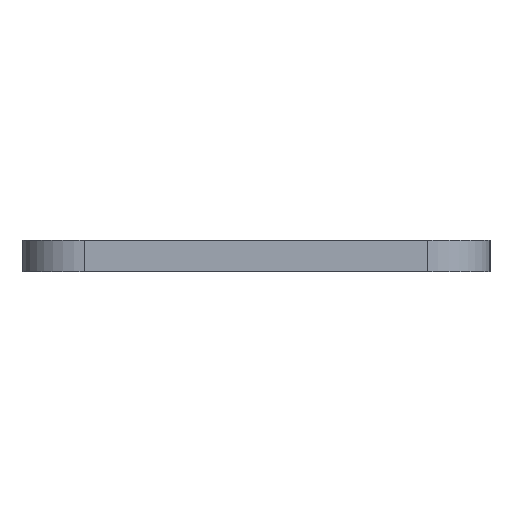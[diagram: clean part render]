
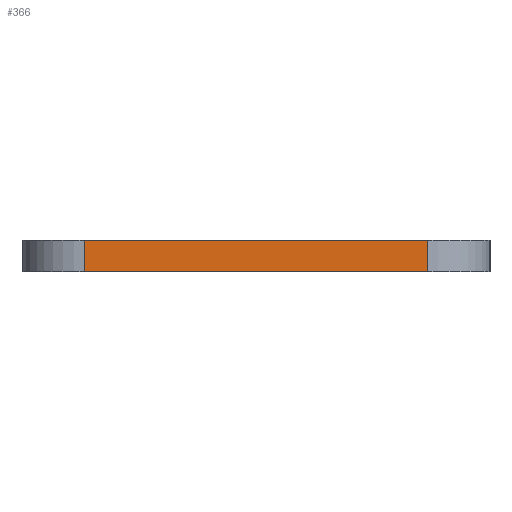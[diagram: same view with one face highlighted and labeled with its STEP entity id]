
A CAD part, left-side view. The second image highlights one B-rep face of the part: STEP entity #366.
In plain terms, the highlighted planar face has unit normal (-1, 0, 0).
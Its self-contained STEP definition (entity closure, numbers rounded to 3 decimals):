
#15 = VERTEX_POINT ( 'NONE', #707 ) ;
#44 = LINE ( 'NONE', #291, #547 ) ;
#57 = LINE ( 'NONE', #823, #316 ) ;
#71 = CARTESIAN_POINT ( 'NONE',  ( -95., -7.5, 1. ) ) ;
#128 = EDGE_CURVE ( 'NONE', #176, #883, #57, .T. ) ;
#162 = LINE ( 'NONE', #332, #676 ) ;
#176 = VERTEX_POINT ( 'NONE', #191 ) ;
#191 = CARTESIAN_POINT ( 'NONE',  ( -95., -5.5, 0. ) ) ;
#233 = ORIENTED_EDGE ( 'NONE', *, *, #564, .T. ) ;
#242 = ORIENTED_EDGE ( 'NONE', *, *, #128, .T. ) ;
#243 = PLANE ( 'NONE',  #268 ) ;
#262 = DIRECTION ( 'NONE',  ( 0., -1., 0. ) ) ;
#268 = AXIS2_PLACEMENT_3D ( 'NONE', #467, #671, #806 ) ;
#291 = CARTESIAN_POINT ( 'NONE',  ( -95., 5.5, 1. ) ) ;
#316 = VECTOR ( 'NONE', #397, 1000. ) ;
#328 = ORIENTED_EDGE ( 'NONE', *, *, #683, .F. ) ;
#332 = CARTESIAN_POINT ( 'NONE',  ( -95., -7.5, 0. ) ) ;
#366 = ADVANCED_FACE ( 'NONE', ( #611 ), #243, .F. ) ;
#395 = ORIENTED_EDGE ( 'NONE', *, *, #779, .T. ) ;
#397 = DIRECTION ( 'NONE',  ( 0., 0., 1. ) ) ;
#423 = DIRECTION ( 'NONE',  ( 0., 0., -1. ) ) ;
#467 = CARTESIAN_POINT ( 'NONE',  ( -95., -7.5, 1. ) ) ;
#496 = CARTESIAN_POINT ( 'NONE',  ( -95., -5.5, 1. ) ) ;
#547 = VECTOR ( 'NONE', #423, 1000. ) ;
#564 = EDGE_CURVE ( 'NONE', #724, #176, #162, .T. ) ;
#595 = EDGE_LOOP ( 'NONE', ( #233, #242, #328, #395 ) ) ;
#611 = FACE_OUTER_BOUND ( 'NONE', #595, .T. ) ;
#627 = CARTESIAN_POINT ( 'NONE',  ( -95., 5.5, 0. ) ) ;
#671 = DIRECTION ( 'NONE',  ( 1., 0., 0. ) ) ;
#676 = VECTOR ( 'NONE', #262, 1000. ) ;
#683 = EDGE_CURVE ( 'NONE', #15, #883, #720, .T. ) ;
#707 = CARTESIAN_POINT ( 'NONE',  ( -95., 5.5, 1. ) ) ;
#720 = LINE ( 'NONE', #71, #864 ) ;
#724 = VERTEX_POINT ( 'NONE', #627 ) ;
#768 = DIRECTION ( 'NONE',  ( 0., -1., 0. ) ) ;
#779 = EDGE_CURVE ( 'NONE', #15, #724, #44, .T. ) ;
#806 = DIRECTION ( 'NONE',  ( 0., 0., -1. ) ) ;
#823 = CARTESIAN_POINT ( 'NONE',  ( -95., -5.5, 1. ) ) ;
#864 = VECTOR ( 'NONE', #768, 1000. ) ;
#883 = VERTEX_POINT ( 'NONE', #496 ) ;
